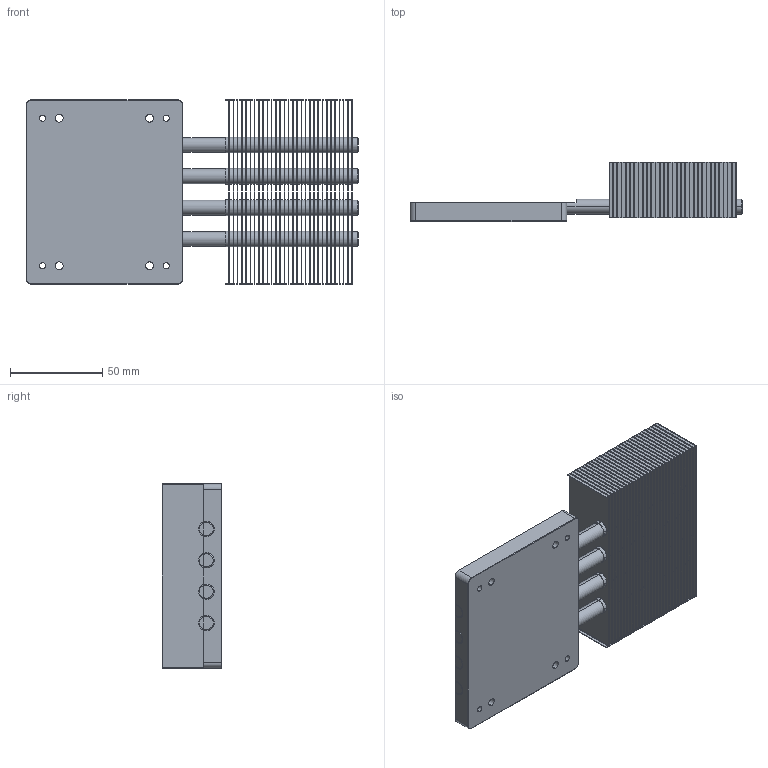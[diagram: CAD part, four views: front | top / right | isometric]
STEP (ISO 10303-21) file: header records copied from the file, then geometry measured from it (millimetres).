
FILE_DESCRIPTION (( 'STEP AP203' ), '1' );
FILE_NAME ('散热模块.STEP', '2022-09-08T09:18:11', ( '' ), ( '' ), 'SwSTEP 2.0', 'SolidWorks 2016', '' );
FILE_SCHEMA (( 'CONFIG_CONTROL_DESIGN' ));
Length unit declared in the file: millimetre
Products named in the file (4): 楞次片^散热模块; 铜管^散热模块; 散热基座; 散热模块
Assembly tree (35 placements, depth 2):
  散热模块
    散热基座
    铜管^散热模块  x4
    楞次片^散热模块  x30
Bounding box: 180 x 32 x 100 mm (x, y, z)
Volume: 129002.5 mm3; surface area: 233555.8 mm2
Topology: 35 solids, 35 shells, 1374 faces, 3028 edges, 1844 vertices
Faces by surface type: plane 694, cylinder 648, cone 32
Entity records: 4984 total; most frequent: DIRECTION 738, CARTESIAN_POINT 628, ORIENTED_EDGE 566, AXIS2_PLACEMENT_3D 296, EDGE_CURVE 283, VERTEX_POINT 178, EDGE_LOOP 159, VECTOR 146
